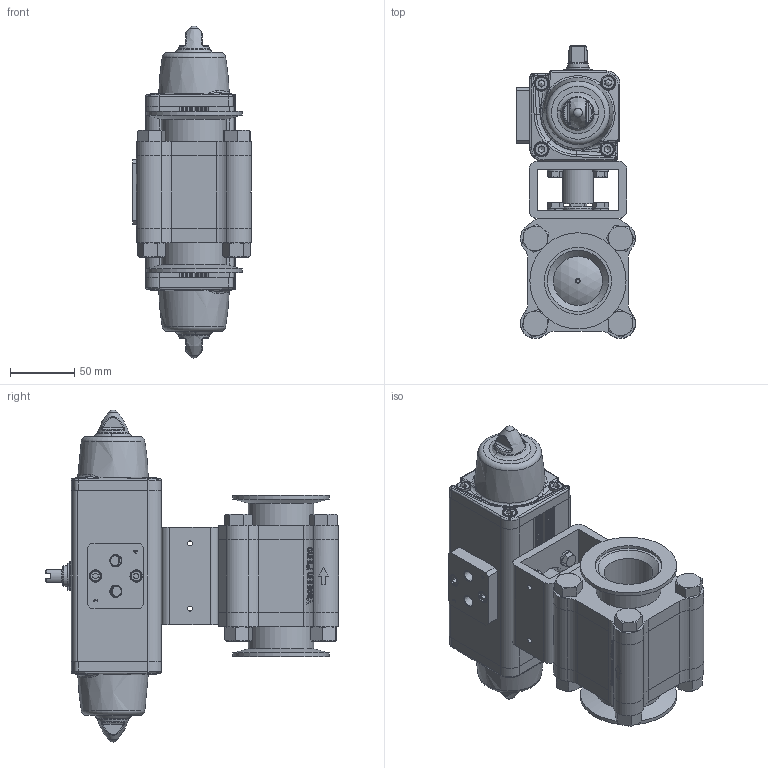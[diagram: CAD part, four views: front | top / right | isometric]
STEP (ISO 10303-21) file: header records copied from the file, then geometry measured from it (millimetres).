
FILE_DESCRIPTION(/* description */ (''),/* implementation_level */ '2;1');
FILE_NAME(/* name */ '3009150f.stp',/* time_stamp */ '2021-04-01T16:54:52-04:00',/* author */ ('Sana_M'),/* organization */ (''),/* preprocessor_version */ 'ST-DEVELOPER v18.1',/* originating_system */ 'Autodesk Inventor 2021',/* authorisation */ '');
FILE_SCHEMA (('AUTOMOTIVE_DESIGN { 1 0 10303 214 3 1 1 }'));
Products named in the file (1): 3009150f
Bounding box: 92.69 x 228.45 x 258.8 mm (x, y, z)
Surface area: 194286.2 mm2 (no closed solid volume)
Topology: 0 solids, 57 shells, 1265 faces, 3895 edges, 2603 vertices
Faces by surface type: plane 495, bspline 353, cylinder 202, cone 179, torus 33, sphere 3
Full cylindrical faces by diameter (mm): 1.7 x2, 3.962 x4, 4.2 x4, 5 x1, 6 x2, 8.89 x2, 9 x2, 10 x8, 10.592 x4, 13.919 x1, 15.1 x1, 16 x1, 22 x3, 22.225 x1, 24 x1, 25.146 x1, 31.75 x2, 38.1 x5, 50.8 x2, 52.197 x2, 75.006 x2
Entity records: 106365 total; most frequent: CARTESIAN_POINT 73427, ORIENTED_EDGE 6663, DIRECTION 5795, EDGE_CURVE 3860, VERTEX_POINT 2603, AXIS2_PLACEMENT_3D 2166, LINE 1463, VECTOR 1463
